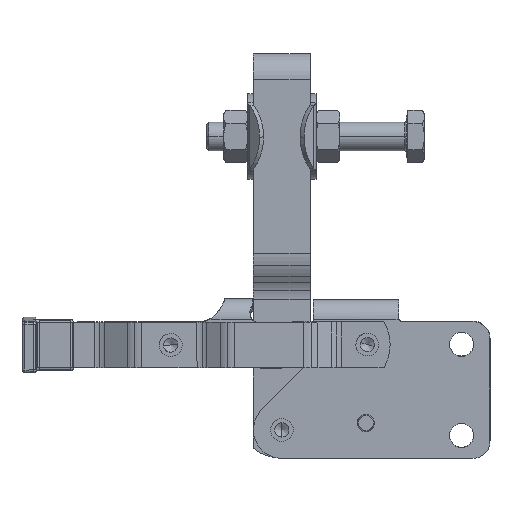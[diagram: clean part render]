
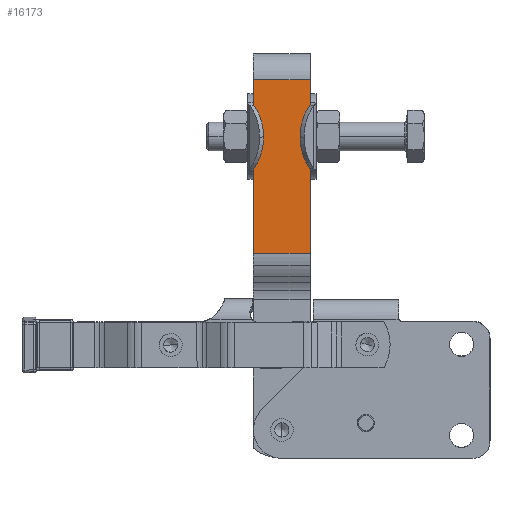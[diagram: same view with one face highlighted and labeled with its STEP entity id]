
A CAD part, left-side view. The second image highlights one B-rep face of the part: STEP entity #16173.
In plain terms, the highlighted planar face has unit normal (-1, 0, -0.013).
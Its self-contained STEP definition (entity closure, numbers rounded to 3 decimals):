
#11475=CARTESIAN_POINT('',(-109.33,-28.908,-138.782));
#11476=VERTEX_POINT('',#11475);
#11484=CARTESIAN_POINT('',(-109.33,-8.908,-138.782));
#11485=VERTEX_POINT('',#11484);
#11486=CARTESIAN_POINT('',(-109.33,-28.908,-138.782));
#11487=DIRECTION('',(0.0,1.0,0.0));
#11488=VECTOR('',#11487,20.0);
#11489=LINE('',#11486,#11488);
#11490=EDGE_CURVE('',#11476,#11485,#11489,.T.);
#15922=CARTESIAN_POINT('',(-110.091,-8.908,-77.902));
#15923=VERTEX_POINT('',#15922);
#15931=CARTESIAN_POINT('',(-110.091,-28.908,-77.902));
#15932=VERTEX_POINT('',#15931);
#15933=CARTESIAN_POINT('',(-110.091,-28.908,-77.902));
#15934=DIRECTION('',(0.0,1.0,0.0));
#15935=VECTOR('',#15934,20.);
#15936=LINE('',#15933,#15935);
#15937=EDGE_CURVE('',#15932,#15923,#15936,.T.);
#16072=CARTESIAN_POINT('',(-110.091,-28.908,-77.902));
#16073=DIRECTION('',(-1.,0.,-0.013));
#16074=DIRECTION('',(0.0,1.0,0.0));
#16075=AXIS2_PLACEMENT_3D('',#16072,#16073,#16074);
#16076=PLANE('',#16075);
#16077=CARTESIAN_POINT('',(-109.989,-28.904,-86.056));
#16078=VERTEX_POINT('',#16077);
#16079=CARTESIAN_POINT('',(-109.989,-28.908,-86.055));
#16080=VERTEX_POINT('',#16079);
#16081=CARTESIAN_POINT('',(-109.989,-28.904,-86.056));
#16082=CARTESIAN_POINT('',(-109.989,-28.905,-86.056));
#16083=CARTESIAN_POINT('',(-109.989,-28.906,-86.056));
#16084=CARTESIAN_POINT('',(-109.989,-28.908,-86.055));
#16085=B_SPLINE_CURVE_WITH_KNOTS('',3,(#16081,#16082,#16083,#16084),.UNSPECIFIED.,.F.,.U.,(4,4),(0.0,0.),.UNSPECIFIED.);
#16086=CARTESIAN_POINT('',(-109.989,-28.904,-86.056));
#16087=CARTESIAN_POINT('',(-109.989,-28.908,-86.055));
#16088=TRIMMED_CURVE('',#16085,(PARAMETER_VALUE(0.),#16086),(PARAMETER_VALUE(0.),#16087),.T.,.PARAMETER.);
#16089=EDGE_CURVE('',#16078,#16080,#16088,.T.);
#16090=ORIENTED_EDGE('',*,*,#16089,.T.);
#16091=CARTESIAN_POINT('',(-110.091,-28.908,-77.902));
#16092=DIRECTION('',(0.013,0.0,-1.));
#16093=VECTOR('',#16092,8.154);
#16094=LINE('',#16091,#16093);
#16095=EDGE_CURVE('',#15932,#16080,#16094,.T.);
#16096=ORIENTED_EDGE('',*,*,#16095,.F.);
#16097=ORIENTED_EDGE('',*,*,#15937,.T.);
#16098=CARTESIAN_POINT('',(-109.989,-8.908,-86.055));
#16099=VERTEX_POINT('',#16098);
#16100=CARTESIAN_POINT('',(-110.091,-8.908,-77.902));
#16101=DIRECTION('',(0.013,0.0,-1.));
#16102=VECTOR('',#16101,8.154);
#16103=LINE('',#16100,#16102);
#16104=EDGE_CURVE('',#15923,#16099,#16103,.T.);
#16105=ORIENTED_EDGE('',*,*,#16104,.T.);
#16106=CARTESIAN_POINT('',(-109.989,-8.911,-86.056));
#16107=VERTEX_POINT('',#16106);
#16108=CARTESIAN_POINT('',(-109.989,-8.908,-86.055));
#16109=CARTESIAN_POINT('',(-109.989,-8.909,-86.056));
#16110=CARTESIAN_POINT('',(-109.989,-8.91,-86.056));
#16111=CARTESIAN_POINT('',(-109.989,-8.911,-86.056));
#16112=B_SPLINE_CURVE_WITH_KNOTS('',3,(#16108,#16109,#16110,#16111),.UNSPECIFIED.,.F.,.U.,(4,4),(0.067,0.068),.UNSPECIFIED.);
#16113=CARTESIAN_POINT('',(-109.989,-8.908,-86.055));
#16114=CARTESIAN_POINT('',(-109.989,-8.911,-86.056));
#16115=TRIMMED_CURVE('',#16112,(PARAMETER_VALUE(0.067),#16113),(PARAMETER_VALUE(0.068),#16114),.T.,.PARAMETER.);
#16116=EDGE_CURVE('',#16099,#16107,#16115,.T.);
#16117=ORIENTED_EDGE('',*,*,#16116,.T.);
#16118=CARTESIAN_POINT('',(-109.693,-8.911,-109.745));
#16119=VERTEX_POINT('',#16118);
#16120=CARTESIAN_POINT('',(-109.989,-8.911,-86.056));
#16121=DIRECTION('',(0.013,0.,-1.));
#16122=VECTOR('',#16121,23.691);
#16123=LINE('',#16120,#16122);
#16124=EDGE_CURVE('',#16107,#16119,#16123,.T.);
#16125=ORIENTED_EDGE('',*,*,#16124,.T.);
#16126=CARTESIAN_POINT('',(-109.693,-8.908,-109.746));
#16127=VERTEX_POINT('',#16126);
#16128=CARTESIAN_POINT('',(-109.693,-8.911,-109.745));
#16129=CARTESIAN_POINT('',(-109.693,-8.91,-109.746));
#16130=CARTESIAN_POINT('',(-109.693,-8.909,-109.746));
#16131=CARTESIAN_POINT('',(-109.693,-8.908,-109.746));
#16132=B_SPLINE_CURVE_WITH_KNOTS('',3,(#16128,#16129,#16130,#16131),.UNSPECIFIED.,.F.,.U.,(4,4),(0.0,0.),.UNSPECIFIED.);
#16133=CARTESIAN_POINT('',(-109.693,-8.911,-109.745));
#16134=CARTESIAN_POINT('',(-109.693,-8.908,-109.746));
#16135=TRIMMED_CURVE('',#16132,(PARAMETER_VALUE(0.),#16133),(PARAMETER_VALUE(0.),#16134),.T.,.PARAMETER.);
#16136=EDGE_CURVE('',#16119,#16127,#16135,.T.);
#16137=ORIENTED_EDGE('',*,*,#16136,.T.);
#16138=CARTESIAN_POINT('',(-109.693,-8.908,-109.746));
#16139=DIRECTION('',(0.013,0.,-1.));
#16140=VECTOR('',#16139,29.038);
#16141=LINE('',#16138,#16140);
#16142=EDGE_CURVE('',#16127,#11485,#16141,.T.);
#16143=ORIENTED_EDGE('',*,*,#16142,.T.);
#16144=ORIENTED_EDGE('',*,*,#11490,.F.);
#16145=CARTESIAN_POINT('',(-109.693,-28.908,-109.746));
#16146=VERTEX_POINT('',#16145);
#16147=CARTESIAN_POINT('',(-109.693,-28.908,-109.746));
#16148=DIRECTION('',(0.013,0.,-1.));
#16149=VECTOR('',#16148,29.038);
#16150=LINE('',#16147,#16149);
#16151=EDGE_CURVE('',#16146,#11476,#16150,.T.);
#16152=ORIENTED_EDGE('',*,*,#16151,.F.);
#16153=CARTESIAN_POINT('',(-109.693,-28.904,-109.745));
#16154=VERTEX_POINT('',#16153);
#16155=CARTESIAN_POINT('',(-109.693,-28.908,-109.746));
#16156=CARTESIAN_POINT('',(-109.693,-28.906,-109.746));
#16157=CARTESIAN_POINT('',(-109.693,-28.905,-109.746));
#16158=CARTESIAN_POINT('',(-109.693,-28.904,-109.745));
#16159=B_SPLINE_CURVE_WITH_KNOTS('',3,(#16155,#16156,#16157,#16158),.UNSPECIFIED.,.F.,.U.,(4,4),(0.067,0.068),.UNSPECIFIED.);
#16160=CARTESIAN_POINT('',(-109.693,-28.908,-109.746));
#16161=CARTESIAN_POINT('',(-109.693,-28.904,-109.745));
#16162=TRIMMED_CURVE('',#16159,(PARAMETER_VALUE(0.067),#16160),(PARAMETER_VALUE(0.068),#16161),.T.,.PARAMETER.);
#16163=EDGE_CURVE('',#16146,#16154,#16162,.T.);
#16164=ORIENTED_EDGE('',*,*,#16163,.T.);
#16165=CARTESIAN_POINT('',(-109.693,-28.904,-109.745));
#16166=DIRECTION('',(-0.013,0.,1.));
#16167=VECTOR('',#16166,23.691);
#16168=LINE('',#16165,#16167);
#16169=EDGE_CURVE('',#16154,#16078,#16168,.T.);
#16170=ORIENTED_EDGE('',*,*,#16169,.T.);
#16171=EDGE_LOOP('',(#16090,#16096,#16097,#16105,#16117,#16125,#16137,#16143,#16144,#16152,#16164,#16170));
#16172=FACE_OUTER_BOUND('',#16171,.T.);
#16173=ADVANCED_FACE('',(#16172),#16076,.T.);
